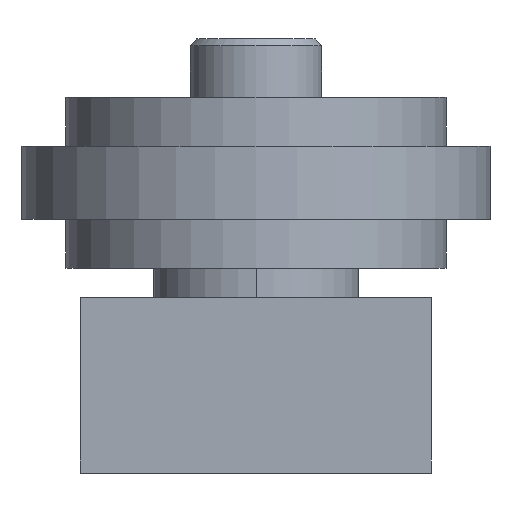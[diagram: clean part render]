
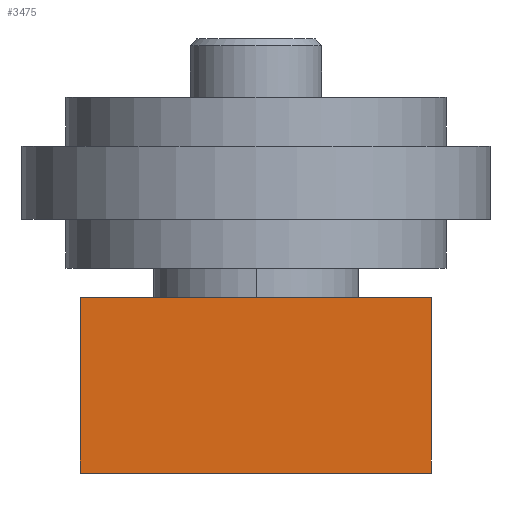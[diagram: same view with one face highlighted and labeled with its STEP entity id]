
A CAD part, front view. The second image highlights one B-rep face of the part: STEP entity #3475.
In plain terms, the highlighted face is planar.
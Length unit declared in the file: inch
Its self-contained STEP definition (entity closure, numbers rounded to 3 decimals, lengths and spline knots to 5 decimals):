
#3415=CARTESIAN_POINT('',(1.5,4.75,0.));
#3416=VERTEX_POINT('',#3415);
#3423=CARTESIAN_POINT('',(0.0,4.75,0.0));
#3424=VERTEX_POINT('',#3423);
#3425=CARTESIAN_POINT('',(0.0,4.75,0.0));
#3426=DIRECTION('',(1.0,0.0,0.0));
#3427=VECTOR('',#3426,1.5);
#3428=LINE('',#3425,#3427);
#3429=EDGE_CURVE('',#3424,#3416,#3428,.T.);
#3445=CARTESIAN_POINT('',(0.0,4.75,0.0));
#3446=DIRECTION('',(0.0,1.0,0.0));
#3447=DIRECTION('',(0.0,0.0,1.0));
#3448=AXIS2_PLACEMENT_3D('',#3445,#3446,#3447);
#3449=PLANE('',#3448);
#3450=CARTESIAN_POINT('',(1.5,4.75,-0.75));
#3451=VERTEX_POINT('',#3450);
#3452=CARTESIAN_POINT('',(1.5,4.75,0.));
#3453=DIRECTION('',(0.0,0.0,-1.0));
#3454=VECTOR('',#3453,0.75);
#3455=LINE('',#3452,#3454);
#3456=EDGE_CURVE('',#3416,#3451,#3455,.T.);
#3457=ORIENTED_EDGE('',*,*,#3456,.T.);
#3458=CARTESIAN_POINT('',(0.,4.75,-0.75));
#3459=VERTEX_POINT('',#3458);
#3460=CARTESIAN_POINT('',(0.,4.75,-0.75));
#3461=DIRECTION('',(1.0,0.0,0.0));
#3462=VECTOR('',#3461,1.5);
#3463=LINE('',#3460,#3462);
#3464=EDGE_CURVE('',#3459,#3451,#3463,.T.);
#3465=ORIENTED_EDGE('',*,*,#3464,.F.);
#3466=CARTESIAN_POINT('',(0.,4.75,-0.75));
#3467=DIRECTION('',(0.0,0.0,1.0));
#3468=VECTOR('',#3467,0.75);
#3469=LINE('',#3466,#3468);
#3470=EDGE_CURVE('',#3459,#3424,#3469,.T.);
#3471=ORIENTED_EDGE('',*,*,#3470,.T.);
#3472=ORIENTED_EDGE('',*,*,#3429,.T.);
#3473=EDGE_LOOP('',(#3457,#3465,#3471,#3472));
#3474=FACE_OUTER_BOUND('',#3473,.T.);
#3475=ADVANCED_FACE('',(#3474),#3449,.T.);
